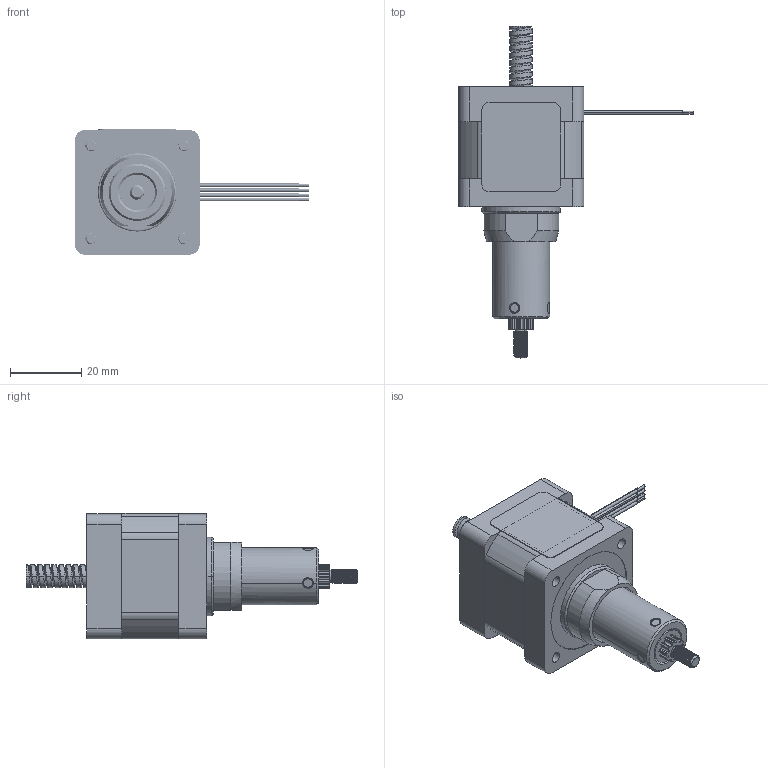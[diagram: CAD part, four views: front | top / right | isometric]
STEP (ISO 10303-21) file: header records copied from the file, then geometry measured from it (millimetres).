
FILE_DESCRIPTION (( 'STEP AP214' ), '1' );
FILE_NAME ('14K21-25.STEP', '2023-03-07T07:01:20', ( '' ), ( '' ), 'SwSTEP 2.0', 'SolidWorks 2022', '' );
FILE_SCHEMA (( 'AUTOMOTIVE_DESIGN' ));
Length unit declared in the file: millimetre
Products named in the file (30): 不锈钢注塑体.STP; 03-011.STP; 14K后盖.STP; 14K前盖.STP; 12-016-1（14H2035骨架）.STP; 02-012（14H2035铁芯）.STP; 05-0112-5.STP; 09-007-4（绿白）.STP; 42单厚铭牌.STP; 11-005（M3X29平头）.STP; 03-326.STP; 07-020.STP; 02-013-2（1A定子总成）.STP; 15-001-25漆包线.STP; 04-012.STP; 09-007-1（红）.STP; 14K21-25.STP; 06-291.STP; 04-298-6-SZ.STP; 10-072.STP; 14K21-25; 07-003.STP; 09-007-2（红白）.STP; 12-006护线套.STP; 10-092.STP; 04-063注塑体.STP; 注塑导体.STP; 09-007-3（绿）.STP; 04-063.STP; 花键轴 - 注塑.STP
Assembly tree (35 placements, depth 5):
  14K21-25
    14K21-25.STP
      02-013-2（1A定子总成）.STP
        02-012（14H2035铁芯）.STP
        12-016-1（14H2035骨架）.STP  x2
        09-007-1（红）.STP
        09-007-2（红白）.STP
        09-007-3（绿）.STP
        09-007-4（绿白）.STP
        15-001-25漆包线.STP
      03-326.STP
        04-063.STP
          04-063注塑体.STP
          04-012.STP
        07-003.STP
        03-011.STP  x2
      不锈钢注塑体.STP
        注塑导体.STP
        花键轴 - 注塑.STP
      14K前盖.STP
      14K后盖.STP
      07-020.STP  x2
      10-092.STP
      11-005（M3X29平头）.STP  x4
      12-006护线套.STP
      06-291.STP
      05-0112-5.STP
      10-072.STP
      04-298-6-SZ.STP
      42单厚铭牌.STP
Bounding box: 65.7 x 93 x 35.2 mm (x, y, z)
Volume: 35516 mm3; surface area: 47081.2 mm2
Topology: 31 solids, 31 shells, 2765 faces, 7871 edges, 5163 vertices
Faces by surface type: cylinder 1669, plane 995, torus 42, cone 42, bspline 17
Entity records: 86721 total; most frequent: CARTESIAN_POINT 37307, DIRECTION 10470, ORIENTED_EDGE 10242, EDGE_CURVE 5121, AXIS2_PLACEMENT_3D 3890, VERTEX_POINT 3351, LINE 2690, VECTOR 2690
